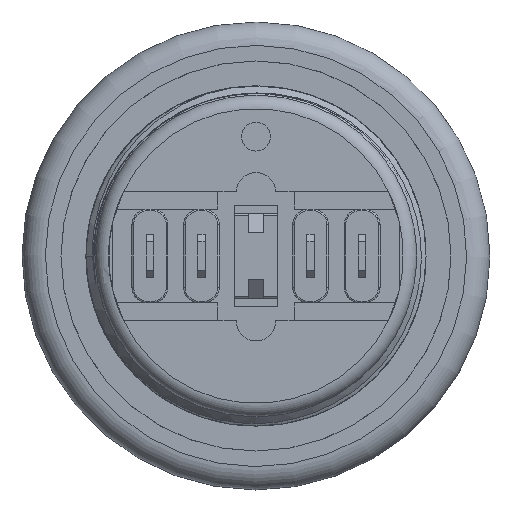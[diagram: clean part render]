
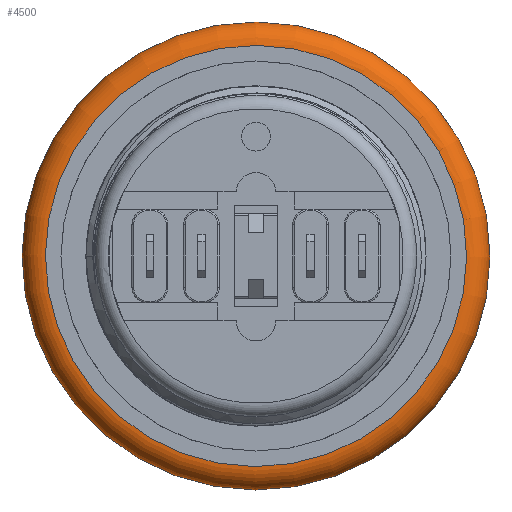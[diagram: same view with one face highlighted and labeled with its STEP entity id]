
A CAD part, front view. The second image highlights one B-rep face of the part: STEP entity #4500.
In plain terms, the highlighted toroidal (fillet/blend) face has major radius 13.5 mm and minor radius 1.5 mm.
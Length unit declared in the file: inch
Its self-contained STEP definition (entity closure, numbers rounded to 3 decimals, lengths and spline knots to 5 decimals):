
#271=TOROIDAL_SURFACE('',#4796,0.5315,0.05906);
#295=FACE_OUTER_BOUND('',#566,.T.);
#566=EDGE_LOOP('',(#3054,#3055,#3056,#3057,#3058));
#1747=CIRCLE('',#4794,0.59055);
#1748=CIRCLE('',#4795,0.59055);
#1749=CIRCLE('',#4797,0.05906);
#1750=CIRCLE('',#4798,0.5315);
#1934=VERTEX_POINT('',#6563);
#1935=VERTEX_POINT('',#6565);
#1936=VERTEX_POINT('',#6569);
#2365=EDGE_CURVE('',#1935,#1934,#1747,.T.);
#2366=EDGE_CURVE('',#1934,#1935,#1748,.T.);
#2367=EDGE_CURVE('',#1935,#1936,#1749,.T.);
#2368=EDGE_CURVE('',#1936,#1936,#1750,.T.);
#3054=ORIENTED_EDGE('',*,*,#2366,.T.);
#3055=ORIENTED_EDGE('',*,*,#2367,.T.);
#3056=ORIENTED_EDGE('',*,*,#2368,.F.);
#3057=ORIENTED_EDGE('',*,*,#2367,.F.);
#3058=ORIENTED_EDGE('',*,*,#2365,.T.);
#4500=ADVANCED_FACE('',(#295),#271,.T.);
#4794=AXIS2_PLACEMENT_3D('',#6566,#5241,#5242);
#4795=AXIS2_PLACEMENT_3D('',#6567,#5243,#5244);
#4796=AXIS2_PLACEMENT_3D('',#6568,#5245,#5246);
#4797=AXIS2_PLACEMENT_3D('',#6570,#5247,#5248);
#4798=AXIS2_PLACEMENT_3D('',#6571,#5249,#5250);
#5241=DIRECTION('center_axis',(0.,-1.,0.));
#5242=DIRECTION('ref_axis',(-1.,0.,0.));
#5243=DIRECTION('center_axis',(0.,-1.,0.));
#5244=DIRECTION('ref_axis',(-1.,0.,0.));
#5245=DIRECTION('center_axis',(0.,1.,0.));
#5246=DIRECTION('ref_axis',(-1.,0.,0.006));
#5247=DIRECTION('center_axis',(-0.006,0.,-1.));
#5248=DIRECTION('ref_axis',(1.,0.,-0.006));
#5249=DIRECTION('center_axis',(0.,-1.,0.));
#5250=DIRECTION('ref_axis',(-1.,0.,0.));
#6563=CARTESIAN_POINT('',(0.59055,0.86614,0.));
#6565=CARTESIAN_POINT('',(0.59054,0.86614,-0.00375));
#6566=CARTESIAN_POINT('Origin',(0.,0.86614,0.));
#6567=CARTESIAN_POINT('Origin',(0.,0.86614,0.));
#6568=CARTESIAN_POINT('Origin',(0.,0.86614,0.));
#6569=CARTESIAN_POINT('',(0.53149,0.80709,-0.00337));
#6570=CARTESIAN_POINT('Origin',(0.53149,0.86614,-0.00337));
#6571=CARTESIAN_POINT('Origin',(0.,0.80709,0.));
